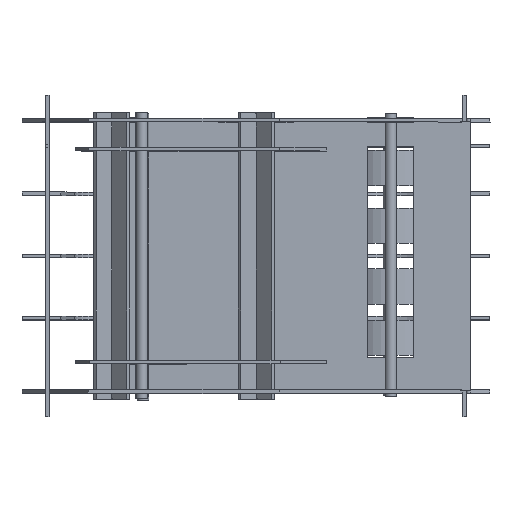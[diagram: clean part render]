
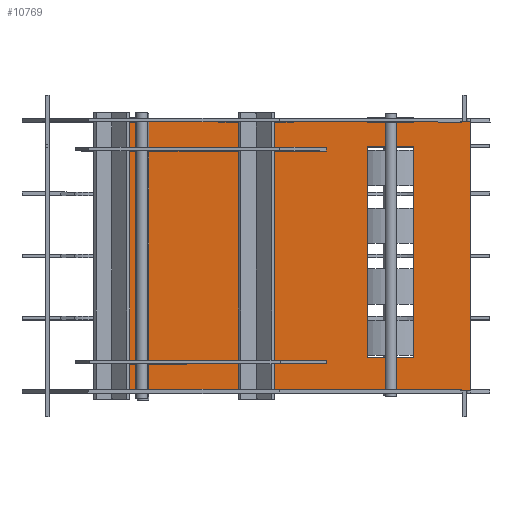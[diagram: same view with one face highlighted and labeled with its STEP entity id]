
A CAD part, top view. The second image highlights one B-rep face of the part: STEP entity #10769.
In plain terms, the highlighted planar face has unit normal (0, 0, 1).
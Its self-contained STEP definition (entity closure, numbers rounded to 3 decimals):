
#305=FACE_BOUND('',#1680,.T.);
#1035=FACE_OUTER_BOUND('',#1679,.T.);
#1679=EDGE_LOOP('',(#9729,#9730,#9731,#9732,#9733,#9734,#9735,#9736,#9737,
#9738,#9739,#9740,#9741,#9742,#9743,#9744));
#1680=EDGE_LOOP('',(#9745,#9746,#9747,#9748));
#2969=LINE('',#17347,#4309);
#2972=LINE('',#17353,#4312);
#2975=LINE('',#17359,#4315);
#2978=LINE('',#17363,#4318);
#2981=LINE('',#17371,#4321);
#2984=LINE('',#17377,#4324);
#2987=LINE('',#17383,#4327);
#2990=LINE('',#17389,#4330);
#2993=LINE('',#17395,#4333);
#2996=LINE('',#17401,#4336);
#2999=LINE('',#17407,#4339);
#3002=LINE('',#17413,#4342);
#3005=LINE('',#17419,#4345);
#3008=LINE('',#17425,#4348);
#3011=LINE('',#17431,#4351);
#3014=LINE('',#17437,#4354);
#3017=LINE('',#17443,#4357);
#3020=LINE('',#17449,#4360);
#3023=LINE('',#17455,#4363);
#3026=LINE('',#17459,#4366);
#4309=VECTOR('',#14294,10.);
#4312=VECTOR('',#14299,10.);
#4315=VECTOR('',#14304,10.);
#4318=VECTOR('',#14309,10.);
#4321=VECTOR('',#14314,10.);
#4324=VECTOR('',#14319,10.);
#4327=VECTOR('',#14324,10.);
#4330=VECTOR('',#14329,10.);
#4333=VECTOR('',#14334,10.);
#4336=VECTOR('',#14339,10.);
#4339=VECTOR('',#14344,10.);
#4342=VECTOR('',#14349,10.);
#4345=VECTOR('',#14354,10.);
#4348=VECTOR('',#14359,10.);
#4351=VECTOR('',#14364,10.);
#4354=VECTOR('',#14369,10.);
#4357=VECTOR('',#14374,10.);
#4360=VECTOR('',#14379,10.);
#4363=VECTOR('',#14384,10.);
#4366=VECTOR('',#14389,10.);
#5311=VERTEX_POINT('',#17344);
#5312=VERTEX_POINT('',#17346);
#5314=VERTEX_POINT('',#17352);
#5316=VERTEX_POINT('',#17358);
#5319=VERTEX_POINT('',#17368);
#5320=VERTEX_POINT('',#17370);
#5322=VERTEX_POINT('',#17376);
#5324=VERTEX_POINT('',#17382);
#5326=VERTEX_POINT('',#17388);
#5328=VERTEX_POINT('',#17394);
#5330=VERTEX_POINT('',#17400);
#5332=VERTEX_POINT('',#17406);
#5334=VERTEX_POINT('',#17412);
#5336=VERTEX_POINT('',#17418);
#5338=VERTEX_POINT('',#17424);
#5340=VERTEX_POINT('',#17430);
#5342=VERTEX_POINT('',#17436);
#5344=VERTEX_POINT('',#17442);
#5346=VERTEX_POINT('',#17448);
#5348=VERTEX_POINT('',#17454);
#6765=EDGE_CURVE('',#5312,#5311,#2969,.T.);
#6768=EDGE_CURVE('',#5314,#5312,#2972,.T.);
#6771=EDGE_CURVE('',#5316,#5314,#2975,.T.);
#6774=EDGE_CURVE('',#5311,#5316,#2978,.T.);
#6777=EDGE_CURVE('',#5320,#5319,#2981,.T.);
#6780=EDGE_CURVE('',#5322,#5320,#2984,.T.);
#6783=EDGE_CURVE('',#5324,#5322,#2987,.T.);
#6786=EDGE_CURVE('',#5326,#5324,#2990,.T.);
#6789=EDGE_CURVE('',#5328,#5326,#2993,.T.);
#6792=EDGE_CURVE('',#5330,#5328,#2996,.T.);
#6795=EDGE_CURVE('',#5332,#5330,#2999,.T.);
#6798=EDGE_CURVE('',#5334,#5332,#3002,.T.);
#6801=EDGE_CURVE('',#5336,#5334,#3005,.T.);
#6804=EDGE_CURVE('',#5338,#5336,#3008,.T.);
#6807=EDGE_CURVE('',#5340,#5338,#3011,.T.);
#6810=EDGE_CURVE('',#5342,#5340,#3014,.T.);
#6813=EDGE_CURVE('',#5344,#5342,#3017,.T.);
#6816=EDGE_CURVE('',#5346,#5344,#3020,.T.);
#6819=EDGE_CURVE('',#5348,#5346,#3023,.T.);
#6822=EDGE_CURVE('',#5319,#5348,#3026,.T.);
#9729=ORIENTED_EDGE('',*,*,#6822,.T.);
#9730=ORIENTED_EDGE('',*,*,#6819,.T.);
#9731=ORIENTED_EDGE('',*,*,#6816,.T.);
#9732=ORIENTED_EDGE('',*,*,#6813,.T.);
#9733=ORIENTED_EDGE('',*,*,#6810,.T.);
#9734=ORIENTED_EDGE('',*,*,#6807,.T.);
#9735=ORIENTED_EDGE('',*,*,#6804,.T.);
#9736=ORIENTED_EDGE('',*,*,#6801,.T.);
#9737=ORIENTED_EDGE('',*,*,#6798,.T.);
#9738=ORIENTED_EDGE('',*,*,#6795,.T.);
#9739=ORIENTED_EDGE('',*,*,#6792,.T.);
#9740=ORIENTED_EDGE('',*,*,#6789,.T.);
#9741=ORIENTED_EDGE('',*,*,#6786,.T.);
#9742=ORIENTED_EDGE('',*,*,#6783,.T.);
#9743=ORIENTED_EDGE('',*,*,#6780,.T.);
#9744=ORIENTED_EDGE('',*,*,#6777,.T.);
#9745=ORIENTED_EDGE('',*,*,#6774,.T.);
#9746=ORIENTED_EDGE('',*,*,#6771,.T.);
#9747=ORIENTED_EDGE('',*,*,#6768,.T.);
#9748=ORIENTED_EDGE('',*,*,#6765,.T.);
#10241=PLANE('',#11666);
#10769=ADVANCED_FACE('',(#1035,#305),#10241,.T.);
#11666=AXIS2_PLACEMENT_3D('',#17460,#14390,#14391);
#14294=DIRECTION('',(0.,1.,0.));
#14299=DIRECTION('',(-1.,0.,0.));
#14304=DIRECTION('',(0.,-1.,0.));
#14309=DIRECTION('',(1.,0.,0.));
#14314=DIRECTION('',(-0.436,-0.9,0.));
#14319=DIRECTION('',(1.,-0.002,0.));
#14324=DIRECTION('',(0.006,1.,0.));
#14329=DIRECTION('',(1.,0.,0.));
#14334=DIRECTION('',(0.,-1.,0.));
#14339=DIRECTION('',(-1.,0.,0.));
#14344=DIRECTION('',(-0.112,0.994,0.));
#14349=DIRECTION('',(-1.,0.,0.));
#14354=DIRECTION('',(0.,-1.,0.));
#14359=DIRECTION('',(-1.,0.,0.));
#14364=DIRECTION('',(0.,1.,0.));
#14369=DIRECTION('',(-1.,0.,0.));
#14374=DIRECTION('',(0.,1.,0.));
#14379=DIRECTION('',(1.,-0.002,0.));
#14384=DIRECTION('',(0.,1.,0.));
#14389=DIRECTION('',(1.,0.,0.));
#14390=DIRECTION('center_axis',(0.,0.,1.));
#14391=DIRECTION('ref_axis',(-1.,0.,0.));
#17344=CARTESIAN_POINT('',(1097.206,-109.642,3.1));
#17346=CARTESIAN_POINT('',(1097.206,-290.232,3.1));
#17347=CARTESIAN_POINT('',(1097.206,-290.232,3.1));
#17352=CARTESIAN_POINT('',(1137.206,-290.232,3.1));
#17353=CARTESIAN_POINT('',(1137.206,-290.232,3.1));
#17358=CARTESIAN_POINT('',(1137.206,-109.642,3.1));
#17359=CARTESIAN_POINT('',(1137.206,-109.642,3.1));
#17363=CARTESIAN_POINT('',(1097.206,-109.642,3.1));
#17368=CARTESIAN_POINT('',(1097.206,-320.535,3.1));
#17370=CARTESIAN_POINT('',(1098.556,-317.745,3.1));
#17371=CARTESIAN_POINT('',(1098.556,-317.745,3.1));
#17376=CARTESIAN_POINT('',(908.557,-317.435,3.1));
#17377=CARTESIAN_POINT('',(1098.556,-317.745,3.1));
#17382=CARTESIAN_POINT('',(908.537,-320.535,3.1));
#17383=CARTESIAN_POINT('',(908.557,-317.435,3.1));
#17388=CARTESIAN_POINT('',(868.537,-320.535,3.1));
#17389=CARTESIAN_POINT('',(868.537,-320.535,3.1));
#17394=CARTESIAN_POINT('',(868.537,-85.089,3.1));
#17395=CARTESIAN_POINT('',(868.537,-85.089,3.1));
#17400=CARTESIAN_POINT('',(908.537,-85.089,3.1));
#17401=CARTESIAN_POINT('',(908.537,-85.089,3.1));
#17406=CARTESIAN_POINT('',(908.885,-88.189,3.1));
#17407=CARTESIAN_POINT('',(908.885,-88.189,3.1));
#17412=CARTESIAN_POINT('',(1097.206,-88.189,3.1));
#17413=CARTESIAN_POINT('',(1097.206,-88.189,3.1));
#17418=CARTESIAN_POINT('',(1097.206,-85.089,3.1));
#17419=CARTESIAN_POINT('',(1097.206,-88.189,3.1));
#17424=CARTESIAN_POINT('',(1137.206,-85.089,3.1));
#17425=CARTESIAN_POINT('',(1137.206,-85.089,3.1));
#17430=CARTESIAN_POINT('',(1137.206,-88.189,3.1));
#17431=CARTESIAN_POINT('',(1137.206,-88.189,3.1));
#17436=CARTESIAN_POINT('',(1185.206,-88.189,3.1));
#17437=CARTESIAN_POINT('',(1185.206,-88.189,3.1));
#17442=CARTESIAN_POINT('',(1185.206,-317.886,3.1));
#17443=CARTESIAN_POINT('',(1185.206,-88.189,3.1));
#17448=CARTESIAN_POINT('',(1137.206,-317.808,3.1));
#17449=CARTESIAN_POINT('',(1185.206,-317.886,3.1));
#17454=CARTESIAN_POINT('',(1137.206,-320.535,3.1));
#17455=CARTESIAN_POINT('',(1137.206,-320.535,3.1));
#17459=CARTESIAN_POINT('',(1097.206,-320.535,3.1));
#17460=CARTESIAN_POINT('Origin',(1026.871,-202.812,3.1));
